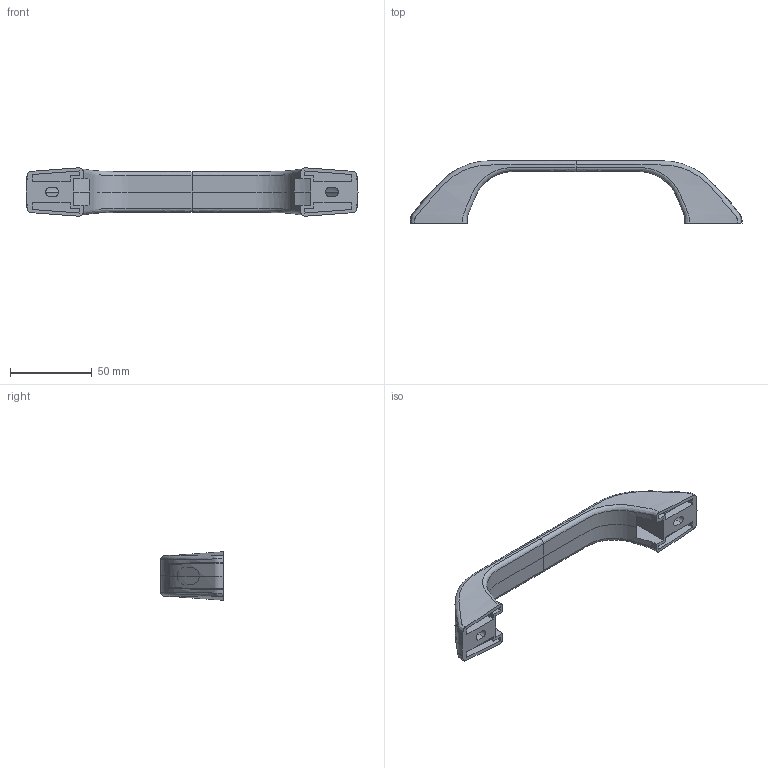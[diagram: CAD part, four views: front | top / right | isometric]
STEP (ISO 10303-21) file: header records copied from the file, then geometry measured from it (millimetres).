
FILE_DESCRIPTION (( 'STEP AP214' ), '1' );
FILE_NAME ('03056-Concealed Fixing Moulded Grab Handle Black 203mm.STEP', '2018-08-20T03:24:42', ( '' ), ( '' ), 'SwSTEP 2.0', 'SolidWorks 2018', '' );
FILE_SCHEMA (( 'AUTOMOTIVE_DESIGN' ));
Length unit declared in the file: millimetre
Products named in the file (1): 03056-Concealed Fixing Moulded Grab Handle Black 203mm
Bounding box: 203 x 38.01 x 29.61 mm (x, y, z)
Volume: 55121.6 mm3; surface area: 22984.7 mm2
Topology: 1 solids, 1 shells, 382 faces, 1031 edges, 684 vertices
Faces by surface type: bspline 326, plane 48, cylinder 8
Entity records: 47354 total; most frequent: CARTESIAN_POINT 40355, ORIENTED_EDGE 2062, EDGE_CURVE 1031, B_SPLINE_CURVE_WITH_KNOTS 841, VERTEX_POINT 684, EDGE_LOOP 415, FACE_OUTER_BOUND 382, ADVANCED_FACE 382
